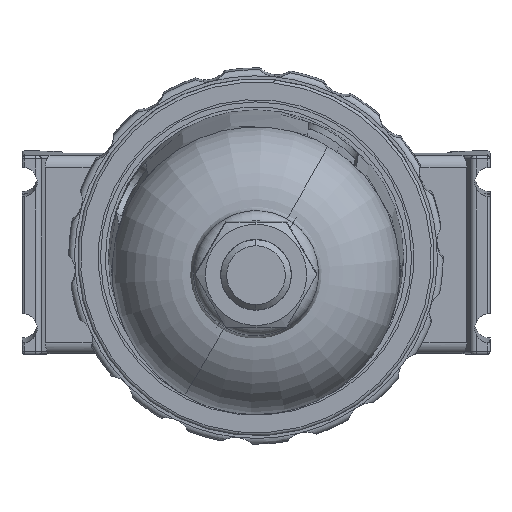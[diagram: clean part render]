
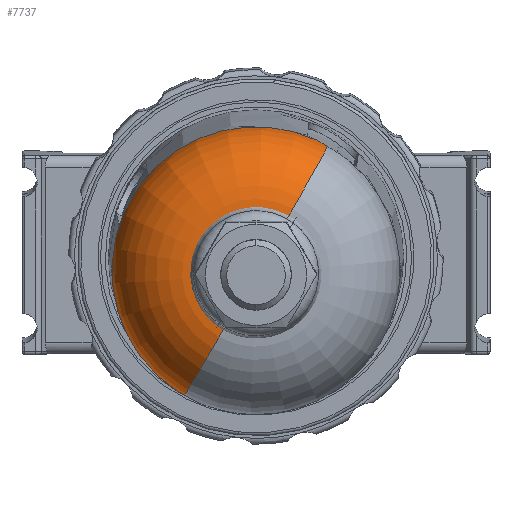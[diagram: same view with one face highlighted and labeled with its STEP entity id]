
A CAD part, front view. The second image highlights one B-rep face of the part: STEP entity #7737.
In plain terms, the highlighted toroidal (fillet/blend) face has major radius 10.306 mm and minor radius 14.3 mm.
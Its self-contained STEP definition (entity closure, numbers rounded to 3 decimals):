
#178 = CARTESIAN_POINT ( 'NONE',  ( 0., 210.106, 24.549 ) ) ;
#190 = TOROIDAL_SURFACE ( 'NONE', #4396, 10.306, 14.3 ) ;
#423 = CIRCLE ( 'NONE', #6410, 10.306 ) ;
#541 = ORIENTED_EDGE ( 'NONE', *, *, #19541, .T. ) ;
#649 = DIRECTION ( 'NONE',  ( 0., 0., -1. ) ) ;
#742 = EDGE_CURVE ( 'NONE', #14137, #21099, #19548, .T. ) ;
#1822 = B_SPLINE_CURVE_WITH_KNOTS ( 'NONE', 3,
 ( #12513, #14835, #16530, #1907, #4145, #4051, #5884, #6191 ),
 .UNSPECIFIED., .F., .F.,
 ( 4, 2, 2, 4 ),
 ( 0., 0.001, 0.002, 0.003 ),
 .UNSPECIFIED. ) ;
#1907 = CARTESIAN_POINT ( 'NONE',  ( 1.005, 210.449, -24.556 ) ) ;
#2010 = DIRECTION ( 'NONE',  ( 0., 0., -1. ) ) ;
#2012 = DIRECTION ( 'NONE',  ( 0., -1., 0. ) ) ;
#2029 = CARTESIAN_POINT ( 'NONE',  ( 0., 197.079, 0. ) ) ;
#2303 = CARTESIAN_POINT ( 'NONE',  ( 2.233, 211.272, -24.504 ) ) ;
#2552 = CARTESIAN_POINT ( 'NONE',  ( 24.376, 211.272, 3.356 ) ) ;
#2740 = VERTEX_POINT ( 'NONE', #16770 ) ;
#2953 = CIRCLE ( 'NONE', #9470, 24.606 ) ;
#3303 = VERTEX_POINT ( 'NONE', #8109 ) ;
#3361 = AXIS2_PLACEMENT_3D ( 'NONE', #20657, #20630, #20611 ) ;
#3466 = CARTESIAN_POINT ( 'NONE',  ( 0.809, 210.362, 24.557 ) ) ;
#3674 = EDGE_CURVE ( 'NONE', #9678, #5587, #423, .T. ) ;
#4051 = CARTESIAN_POINT ( 'NONE',  ( 0.409, 210.214, -24.556 ) ) ;
#4145 = CARTESIAN_POINT ( 'NONE',  ( 0.808, 210.361, -24.557 ) ) ;
#4214 = DIRECTION ( 'NONE',  ( 0., -1., 0. ) ) ;
#4220 = EDGE_CURVE ( 'NONE', #3303, #5587, #19915, .T. ) ;
#4396 = AXIS2_PLACEMENT_3D ( 'NONE', #6244, #6904, #649 ) ;
#4997 = ORIENTED_EDGE ( 'NONE', *, *, #11741, .T. ) ;
#5131 = CARTESIAN_POINT ( 'NONE',  ( 1.563, 210.74, 24.546 ) ) ;
#5587 = VERTEX_POINT ( 'NONE', #7981 ) ;
#5884 = CARTESIAN_POINT ( 'NONE',  ( 0.206, 210.153, -24.553 ) ) ;
#6191 = CARTESIAN_POINT ( 'NONE',  ( 0., 210.106, -24.549 ) ) ;
#6244 = CARTESIAN_POINT ( 'NONE',  ( 0., 211.379, 0. ) ) ;
#6410 = AXIS2_PLACEMENT_3D ( 'NONE', #2029, #2012, #2010 ) ;
#6414 = ORIENTED_EDGE ( 'NONE', *, *, #3674, .F. ) ;
#6476 = DIRECTION ( 'NONE',  ( 0., -1., 0. ) ) ;
#6780 = CARTESIAN_POINT ( 'NONE',  ( 2.233, 211.272, 24.504 ) ) ;
#6904 = DIRECTION ( 'NONE',  ( 0., -1., 0. ) ) ;
#7737 = ADVANCED_FACE ( 'NONE', ( #10760 ), #190, .T. ) ;
#7981 = CARTESIAN_POINT ( 'NONE',  ( 0., 197.079, 10.306 ) ) ;
#8109 = CARTESIAN_POINT ( 'NONE',  ( 0., 210.106, 24.549 ) ) ;
#8997 = ORIENTED_EDGE ( 'NONE', *, *, #10663, .F. ) ;
#9177 = EDGE_CURVE ( 'NONE', #14623, #18149, #1822, .T. ) ;
#9470 = AXIS2_PLACEMENT_3D ( 'NONE', #16405, #6476, #18057 ) ;
#9678 = VERTEX_POINT ( 'NONE', #10761 ) ;
#10034 = CARTESIAN_POINT ( 'NONE',  ( 0.207, 210.153, 24.553 ) ) ;
#10663 = EDGE_CURVE ( 'NONE', #18149, #9678, #17388, .T. ) ;
#10760 = FACE_OUTER_BOUND ( 'NONE', #15329, .T. ) ;
#10761 = CARTESIAN_POINT ( 'NONE',  ( 0., 197.079, -10.306 ) ) ;
#11711 = DIRECTION ( 'NONE',  ( 0., 0., 1. ) ) ;
#11741 = EDGE_CURVE ( 'NONE', #14623, #21099, #2953, .T. ) ;
#11848 = DIRECTION ( 'NONE',  ( -1., 0., 0. ) ) ;
#11918 = CARTESIAN_POINT ( 'NONE',  ( 0., 211.379, -10.306 ) ) ;
#12098 = CARTESIAN_POINT ( 'NONE',  ( 24.376, 211.272, -3.356 ) ) ;
#12124 = CARTESIAN_POINT ( 'NONE',  ( 24.406, 211.065, -3.127 ) ) ;
#12150 = CARTESIAN_POINT ( 'NONE',  ( 24.431, 210.879, -2.879 ) ) ;
#12155 = CARTESIAN_POINT ( 'NONE',  ( 24.472, 210.558, -2.356 ) ) ;
#12172 = CARTESIAN_POINT ( 'NONE',  ( 24.488, 210.423, -2.083 ) ) ;
#12208 = CARTESIAN_POINT ( 'NONE',  ( 24.513, 210.203, -1.512 ) ) ;
#12237 = CARTESIAN_POINT ( 'NONE',  ( 24.522, 210.118, -1.212 ) ) ;
#12243 = CARTESIAN_POINT ( 'NONE',  ( 24.534, 210.007, -0.61 ) ) ;
#12262 = CARTESIAN_POINT ( 'NONE',  ( 24.537, 209.979, -0.306 ) ) ;
#12294 = CARTESIAN_POINT ( 'NONE',  ( 24.537, 209.979, 0.308 ) ) ;
#12314 = CARTESIAN_POINT ( 'NONE',  ( 24.534, 210.008, 0.618 ) ) ;
#12322 = CARTESIAN_POINT ( 'NONE',  ( 24.522, 210.12, 1.219 ) ) ;
#12336 = CARTESIAN_POINT ( 'NONE',  ( 24.513, 210.203, 1.513 ) ) ;
#12382 = CARTESIAN_POINT ( 'NONE',  ( 24.487, 210.425, 2.088 ) ) ;
#12390 = CARTESIAN_POINT ( 'NONE',  ( 24.376, 211.272, -3.356 ) ) ;
#12406 = CARTESIAN_POINT ( 'NONE',  ( 24.471, 210.563, 2.364 ) ) ;
#12454 = CARTESIAN_POINT ( 'NONE',  ( 24.376, 211.272, 3.356 ) ) ;
#12460 = CARTESIAN_POINT ( 'NONE',  ( 24.406, 211.065, 3.127 ) ) ;
#12483 = CARTESIAN_POINT ( 'NONE',  ( 24.43, 210.882, 2.883 ) ) ;
#12513 = CARTESIAN_POINT ( 'NONE',  ( 2.233, 211.272, -24.504 ) ) ;
#13354 = CARTESIAN_POINT ( 'NONE',  ( 0.413, 210.215, 24.556 ) ) ;
#14105 = CARTESIAN_POINT ( 'NONE',  ( 0., 211.272, 0. ) ) ;
#14137 = VERTEX_POINT ( 'NONE', #2552 ) ;
#14577 = ORIENTED_EDGE ( 'NONE', *, *, #742, .F. ) ;
#14623 = VERTEX_POINT ( 'NONE', #2303 ) ;
#14835 = CARTESIAN_POINT ( 'NONE',  ( 1.916, 210.985, -24.531 ) ) ;
#15011 = CARTESIAN_POINT ( 'NONE',  ( 1.002, 210.447, 24.556 ) ) ;
#15135 = CIRCLE ( 'NONE', #17229, 24.606 ) ;
#15329 = EDGE_LOOP ( 'NONE', ( #16046, #20510, #6414, #8997, #21135, #4997, #14577, #541 ) ) ;
#15786 = DIRECTION ( 'NONE',  ( 0., 0., -1. ) ) ;
#16046 = ORIENTED_EDGE ( 'NONE', *, *, #16259, .F. ) ;
#16211 = AXIS2_PLACEMENT_3D ( 'NONE', #11918, #11848, #11711 ) ;
#16259 = EDGE_CURVE ( 'NONE', #3303, #2740, #16959, .T. ) ;
#16405 = CARTESIAN_POINT ( 'NONE',  ( 0., 211.272, 0. ) ) ;
#16530 = CARTESIAN_POINT ( 'NONE',  ( 1.569, 210.744, -24.546 ) ) ;
#16718 = CARTESIAN_POINT ( 'NONE',  ( 1.916, 210.986, 24.531 ) ) ;
#16770 = CARTESIAN_POINT ( 'NONE',  ( 2.233, 211.272, 24.504 ) ) ;
#16959 = B_SPLINE_CURVE_WITH_KNOTS ( 'NONE', 3,
 ( #178, #10034, #13354, #3466, #15011, #5131, #16718, #6780 ),
 .UNSPECIFIED., .F., .F.,
 ( 4, 2, 2, 4 ),
 ( 0.005, 0.005, 0.006, 0.007 ),
 .UNSPECIFIED. ) ;
#17229 = AXIS2_PLACEMENT_3D ( 'NONE', #14105, #4214, #15786 ) ;
#17388 = CIRCLE ( 'NONE', #16211, 14.3 ) ;
#18057 = DIRECTION ( 'NONE',  ( 0., 0., -1. ) ) ;
#18149 = VERTEX_POINT ( 'NONE', #18610 ) ;
#18610 = CARTESIAN_POINT ( 'NONE',  ( 0., 210.106, -24.549 ) ) ;
#19541 = EDGE_CURVE ( 'NONE', #14137, #2740, #15135, .T. ) ;
#19548 = B_SPLINE_CURVE_WITH_KNOTS ( 'NONE', 3,
 ( #12454, #12460, #12483, #12406, #12382, #12336, #12322, #12314, #12294, #12262, #12243, #12237, #12208, #12172, #12155, #12150, #12124, #12098 ),
 .UNSPECIFIED., .F., .F.,
 ( 4, 2, 2, 2, 2, 2, 2, 2, 4 ),
 ( 0., 0.001, 0.002, 0.003, 0.004, 0.005, 0.005, 0.006, 0.007 ),
 .UNSPECIFIED. ) ;
#19915 = CIRCLE ( 'NONE', #3361, 14.3 ) ;
#20510 = ORIENTED_EDGE ( 'NONE', *, *, #4220, .T. ) ;
#20611 = DIRECTION ( 'NONE',  ( 0., 0., -1. ) ) ;
#20630 = DIRECTION ( 'NONE',  ( 1., 0., 0. ) ) ;
#20657 = CARTESIAN_POINT ( 'NONE',  ( 0., 211.379, 10.306 ) ) ;
#21099 = VERTEX_POINT ( 'NONE', #12390 ) ;
#21135 = ORIENTED_EDGE ( 'NONE', *, *, #9177, .F. ) ;
